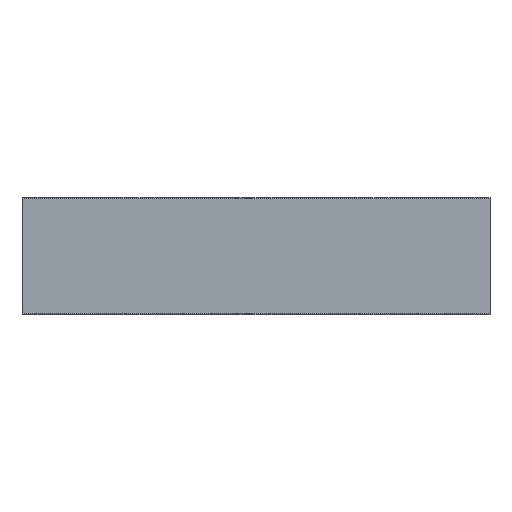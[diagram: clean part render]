
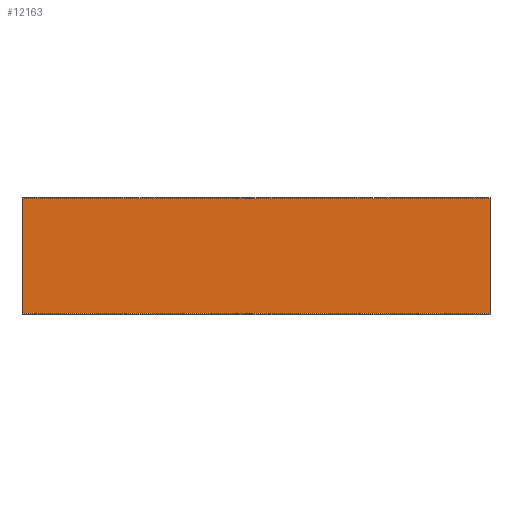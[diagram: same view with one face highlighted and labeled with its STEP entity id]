
A CAD part, top view. The second image highlights one B-rep face of the part: STEP entity #12163.
In plain terms, the highlighted face is planar.
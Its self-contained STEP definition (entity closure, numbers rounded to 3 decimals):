
#11812=DIRECTION('',(1.,0.,0.));
#11813=VECTOR('',#11812,24.6);
#11814=CARTESIAN_POINT('',(-12.3,1.5,50.));
#11815=LINE('',#11814,#11813);
#11820=DIRECTION('',(1.,0.,0.));
#11821=VECTOR('',#11820,24.6);
#11822=CARTESIAN_POINT('',(-12.3,1.5,-50.));
#11823=LINE('',#11822,#11821);
#11824=DIRECTION('',(0.,0.,1.));
#11825=VECTOR('',#11824,100.);
#11826=CARTESIAN_POINT('',(12.3,1.5,-50.));
#11827=LINE('',#11826,#11825);
#11832=DIRECTION('',(0.,0.,1.));
#11833=VECTOR('',#11832,100.);
#11834=CARTESIAN_POINT('',(-12.3,1.5,-50.));
#11835=LINE('',#11834,#11833);
#11996=CARTESIAN_POINT('',(12.3,1.5,-50.));
#11997=CARTESIAN_POINT('',(12.3,1.5,50.));
#11998=VERTEX_POINT('',#11996);
#11999=VERTEX_POINT('',#11997);
#12000=CARTESIAN_POINT('',(-12.3,1.5,-50.));
#12001=CARTESIAN_POINT('',(-12.3,1.5,50.));
#12002=VERTEX_POINT('',#12000);
#12003=VERTEX_POINT('',#12001);
#12151=CARTESIAN_POINT('',(-10.8,1.5,-50.));
#12152=DIRECTION('',(0.,1.,0.));
#12153=DIRECTION('',(-1.,0.,0.));
#12154=AXIS2_PLACEMENT_3D('',#12151,#12152,#12153);
#12155=PLANE('',#12154);
#12156=ORIENTED_EDGE('',*,*,#12133,.F.);
#12158=ORIENTED_EDGE('',*,*,#12157,.F.);
#12159=ORIENTED_EDGE('',*,*,#12037,.T.);
#12160=ORIENTED_EDGE('',*,*,#12146,.T.);
#12161=EDGE_LOOP('',(#12156,#12158,#12159,#12160));
#12162=FACE_OUTER_BOUND('',#12161,.F.);
#12037=EDGE_CURVE('',#12002,#11998,#11823,.T.);
#12133=EDGE_CURVE('',#12003,#11999,#11815,.T.);
#12146=EDGE_CURVE('',#11998,#11999,#11827,.T.);
#12157=EDGE_CURVE('',#12002,#12003,#11835,.T.);
#12163=ADVANCED_FACE('',(#12162),#12155,.T.);
